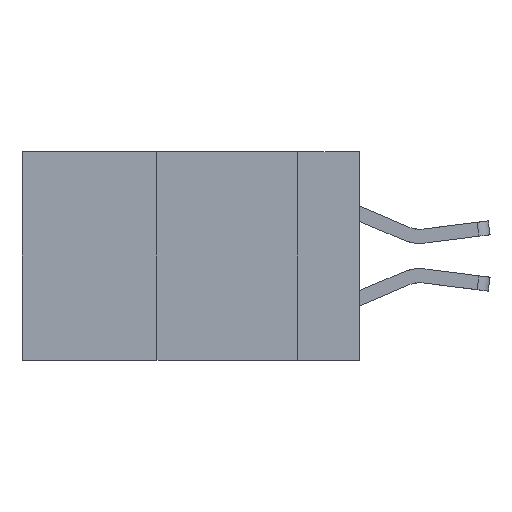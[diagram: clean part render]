
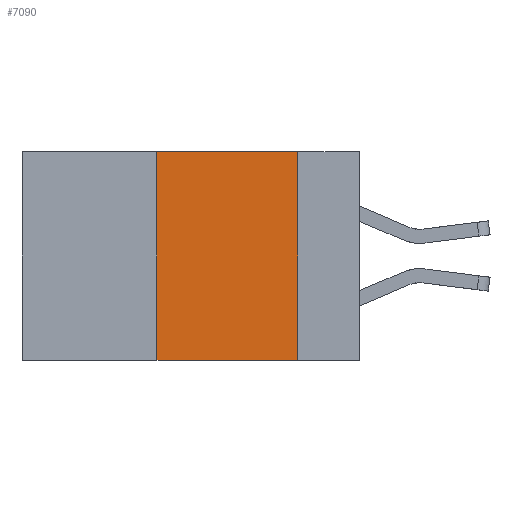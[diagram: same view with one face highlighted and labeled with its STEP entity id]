
A CAD part, left-side view. The second image highlights one B-rep face of the part: STEP entity #7090.
In plain terms, the highlighted planar face has unit normal (-1, 0, 0).
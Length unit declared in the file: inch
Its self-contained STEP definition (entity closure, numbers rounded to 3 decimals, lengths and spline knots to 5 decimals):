
#86 = CARTESIAN_POINT ( 'NONE',  ( 0., 0.6, -0.37 ) ) ;
#137 = DIRECTION ( 'NONE',  ( 0., 0., -1. ) ) ;
#177 = DIRECTION ( 'NONE',  ( 1., 0., 0. ) ) ;
#625 = EDGE_CURVE ( 'NONE', #1618, #11356, #8887, .T. ) ;
#787 = DIRECTION ( 'NONE',  ( 0., 0., 1. ) ) ;
#1075 = ORIENTED_EDGE ( 'NONE', *, *, #4591, .F. ) ;
#1144 = CARTESIAN_POINT ( 'NONE',  ( 0., 0.6, 0. ) ) ;
#1496 = CARTESIAN_POINT ( 'NONE',  ( 0., 0.36, -0.37 ) ) ;
#1618 = VERTEX_POINT ( 'NONE', #1496 ) ;
#1731 = EDGE_CURVE ( 'NONE', #1618, #9062, #3602, .T. ) ;
#2064 = VECTOR ( 'NONE', #8835, 39.37008 ) ;
#2868 = CARTESIAN_POINT ( 'NONE',  ( 0., 0.11, 0. ) ) ;
#3221 = AXIS2_PLACEMENT_3D ( 'NONE', #6639, #177, #137 ) ;
#3602 = LINE ( 'NONE', #5067, #13378 ) ;
#4439 = ORIENTED_EDGE ( 'NONE', *, *, #1731, .F. ) ;
#4591 = EDGE_CURVE ( 'NONE', #9075, #11356, #7939, .T. ) ;
#5067 = CARTESIAN_POINT ( 'NONE',  ( 0., 0.36, 0. ) ) ;
#5933 = CARTESIAN_POINT ( 'NONE',  ( 0., 0.11, -0.37 ) ) ;
#6639 = CARTESIAN_POINT ( 'NONE',  ( 0., 0.6, 0. ) ) ;
#7090 = ADVANCED_FACE ( 'NONE', ( #10151 ), #13078, .F. ) ;
#7542 = VECTOR ( 'NONE', #9762, 39.37008 ) ;
#7611 = VECTOR ( 'NONE', #13732, 39.37008 ) ;
#7939 = LINE ( 'NONE', #9436, #7611 ) ;
#8835 = DIRECTION ( 'NONE',  ( 0., -1., 0. ) ) ;
#8887 = LINE ( 'NONE', #86, #7542 ) ;
#9037 = ORIENTED_EDGE ( 'NONE', *, *, #12220, .F. ) ;
#9062 = VERTEX_POINT ( 'NONE', #12570 ) ;
#9075 = VERTEX_POINT ( 'NONE', #2868 ) ;
#9436 = CARTESIAN_POINT ( 'NONE',  ( 0., 0.11, 0. ) ) ;
#9762 = DIRECTION ( 'NONE',  ( 0., -1., 0. ) ) ;
#9779 = EDGE_LOOP ( 'NONE', ( #1075, #9037, #4439, #11919 ) ) ;
#10151 = FACE_OUTER_BOUND ( 'NONE', #9779, .T. ) ;
#11356 = VERTEX_POINT ( 'NONE', #5933 ) ;
#11919 = ORIENTED_EDGE ( 'NONE', *, *, #625, .T. ) ;
#12220 = EDGE_CURVE ( 'NONE', #9062, #9075, #13494, .T. ) ;
#12570 = CARTESIAN_POINT ( 'NONE',  ( 0., 0.36, 0. ) ) ;
#13078 = PLANE ( 'NONE',  #3221 ) ;
#13378 = VECTOR ( 'NONE', #787, 39.37008 ) ;
#13494 = LINE ( 'NONE', #1144, #2064 ) ;
#13732 = DIRECTION ( 'NONE',  ( 0., 0., -1. ) ) ;
